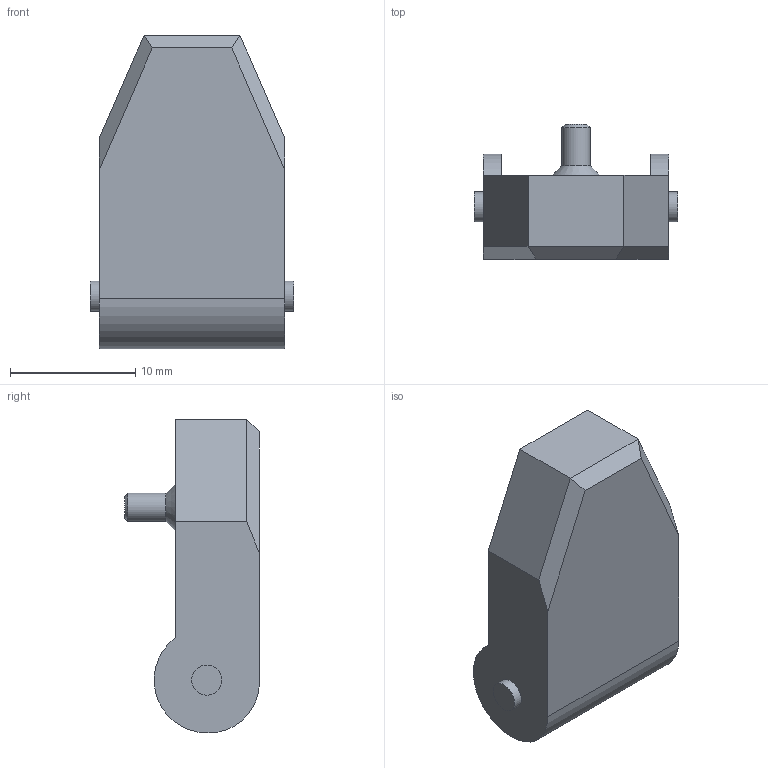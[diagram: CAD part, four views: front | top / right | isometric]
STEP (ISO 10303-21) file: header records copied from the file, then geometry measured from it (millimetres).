
FILE_DESCRIPTION(/* description */ ('Alibre Inc.'),/* implementation_level */ '2;1');
FILE_NAME(/* name */ 'export-4858C370-E03B-489F-B00E-ACEAD9C40FAD',/* time_stamp */ '2020-11-27T23:53:47-05:00',/* author */ (''),/* organization */ (''),/* preprocessor_version */ 'ST-DEVELOPER v17',/* originating_system */ 'Alibre',/* authorisation */ '');
FILE_SCHEMA (('CONFIG_CONTROL_DESIGN'));
Length unit declared in the file: centimetre
Bounding box: 16.25 x 10.75 x 25 mm (x, y, z)
Volume: 2212.8 mm3; surface area: 1229 mm2
Topology: 1 solids, 1 shells, 91 faces, 237 edges, 156 vertices
Faces by surface type: plane 72, bspline 10, cylinder 7, cone 2
Full cylindrical faces by diameter (mm): 2.25 x1, 2.4 x2
Entity records: 2731 total; most frequent: CARTESIAN_POINT 565, ORIENTED_EDGE 464, DIRECTION 314, EDGE_CURVE 232, VECTOR 194, LINE 194, VERTEX_POINT 156, EDGE_LOOP 104
